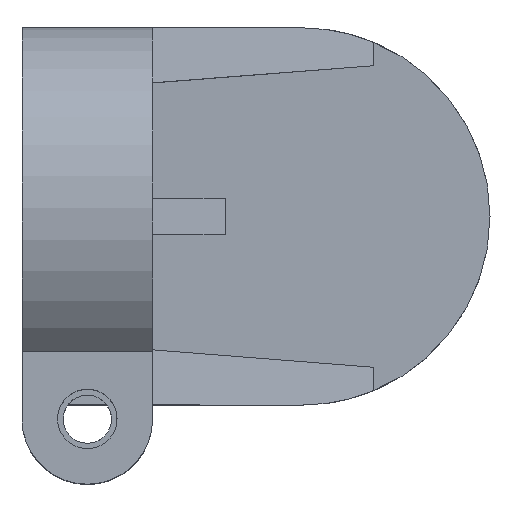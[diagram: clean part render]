
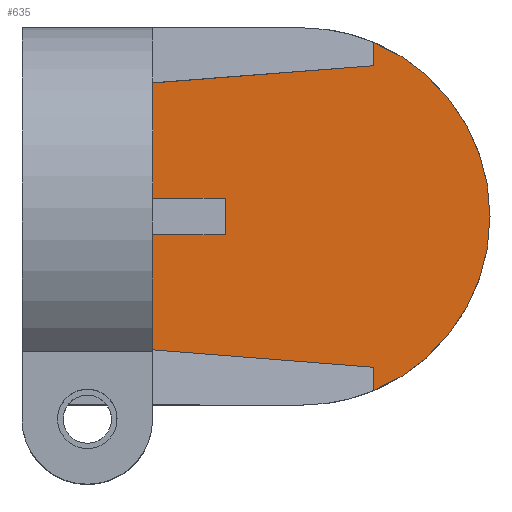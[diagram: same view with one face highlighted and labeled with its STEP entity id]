
A CAD part, top view. The second image highlights one B-rep face of the part: STEP entity #635.
In plain terms, the highlighted planar face has unit normal (0, 0, 1).
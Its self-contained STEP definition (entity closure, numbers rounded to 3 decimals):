
#40=LINE('',#975,#100);
#45=LINE('',#985,#105);
#60=LINE('',#1022,#120);
#63=LINE('',#1030,#123);
#64=LINE('',#1035,#124);
#66=LINE('',#1039,#126);
#68=LINE('',#1044,#128);
#69=LINE('',#1047,#129);
#70=LINE('',#1048,#130);
#100=VECTOR('',#779,5.);
#105=VECTOR('',#788,20.);
#120=VECTOR('',#815,20.);
#123=VECTOR('',#822,3.221);
#124=VECTOR('',#827,3.221);
#126=VECTOR('',#831,40.623);
#128=VECTOR('',#837,15.123);
#129=VECTOR('',#840,40.623);
#130=VECTOR('',#841,15.123);
#151=PLANE('',#688);
#199=FACE_OUTER_BOUND('',#239,.T.);
#239=EDGE_LOOP('',(#525,#526,#527,#528,#529,#530,#531,#532,#533,#534));
#275=CIRCLE('',#689,26.);
#313=VERTEX_POINT('',#972);
#314=VERTEX_POINT('',#974);
#317=VERTEX_POINT('',#983);
#332=VERTEX_POINT('',#1018);
#335=VERTEX_POINT('',#1025);
#336=VERTEX_POINT('',#1028);
#337=VERTEX_POINT('',#1032);
#338=VERTEX_POINT('',#1034);
#339=VERTEX_POINT('',#1038);
#341=VERTEX_POINT('',#1046);
#378=EDGE_CURVE('',#314,#313,#40,.T.);
#383=EDGE_CURVE('',#313,#317,#45,.T.);
#402=EDGE_CURVE('',#314,#332,#60,.T.);
#406=EDGE_CURVE('',#336,#335,#63,.T.);
#408=EDGE_CURVE('',#337,#338,#64,.T.);
#410=EDGE_CURVE('',#339,#338,#66,.T.);
#413=EDGE_CURVE('',#317,#339,#68,.T.);
#414=EDGE_CURVE('',#335,#337,#275,.T.);
#415=EDGE_CURVE('',#336,#341,#69,.T.);
#416=EDGE_CURVE('',#341,#332,#70,.T.);
#525=ORIENTED_EDGE('',*,*,#383,.T.);
#526=ORIENTED_EDGE('',*,*,#413,.T.);
#527=ORIENTED_EDGE('',*,*,#410,.T.);
#528=ORIENTED_EDGE('',*,*,#408,.F.);
#529=ORIENTED_EDGE('',*,*,#414,.F.);
#530=ORIENTED_EDGE('',*,*,#406,.F.);
#531=ORIENTED_EDGE('',*,*,#415,.T.);
#532=ORIENTED_EDGE('',*,*,#416,.T.);
#533=ORIENTED_EDGE('',*,*,#402,.F.);
#534=ORIENTED_EDGE('',*,*,#378,.T.);
#635=ADVANCED_FACE('',(#199),#151,.T.);
#688=AXIS2_PLACEMENT_3D('',#1043,#835,#836);
#689=AXIS2_PLACEMENT_3D('',#1045,#838,#839);
#779=DIRECTION('',(0.,-1.,0.));
#788=DIRECTION('',(-1.,0.,0.));
#815=DIRECTION('',(-1.,0.,0.));
#822=DIRECTION('',(0.,1.,0.));
#827=DIRECTION('',(0.,1.,0.));
#831=DIRECTION('',(0.997,-0.078,0.));
#835=DIRECTION('center_axis',(0.,0.,
1.));
#836=DIRECTION('ref_axis',(1.,0.,0.));
#837=DIRECTION('',(0.,-1.,0.));
#838=DIRECTION('center_axis',(0.,0.,
-1.));
#839=DIRECTION('ref_axis',(0.,1.,0.));
#840=DIRECTION('',(-0.997,-0.078,0.));
#841=DIRECTION('',(0.,-1.,0.));
#972=CARTESIAN_POINT('',(28.,-2.5,-42.));
#974=CARTESIAN_POINT('',(28.,2.5,-42.));
#975=CARTESIAN_POINT('',(28.,0.,-42.));
#983=CARTESIAN_POINT('',(8.,-2.5,-42.));
#985=CARTESIAN_POINT('',(18.501,-2.5,-42.));
#1018=CARTESIAN_POINT('',(8.,2.5,-42.));
#1022=CARTESIAN_POINT('',(13.874,2.5,-42.));
#1025=CARTESIAN_POINT('',(48.5,24.,-42.));
#1028=CARTESIAN_POINT('',(48.5,20.779,-42.));
#1030=CARTESIAN_POINT('',(48.5,-26.,-42.));
#1032=CARTESIAN_POINT('',(48.5,-24.,-42.));
#1034=CARTESIAN_POINT('',(48.5,-20.779,-42.));
#1035=CARTESIAN_POINT('',(48.5,-26.,-42.));
#1038=CARTESIAN_POINT('',(8.,-17.623,-42.));
#1039=CARTESIAN_POINT('',(17.132,-18.335,-42.));
#1043=CARTESIAN_POINT('Origin',(27.748,0.,
-42.));
#1044=CARTESIAN_POINT('',(8.,-1.177,-42.));
#1045=CARTESIAN_POINT('Origin',(38.5,0.,-42.));
#1046=CARTESIAN_POINT('',(8.,17.623,-42.));
#1047=CARTESIAN_POINT('',(39.925,20.111,-42.));
#1048=CARTESIAN_POINT('',(8.,-1.177,-42.));
